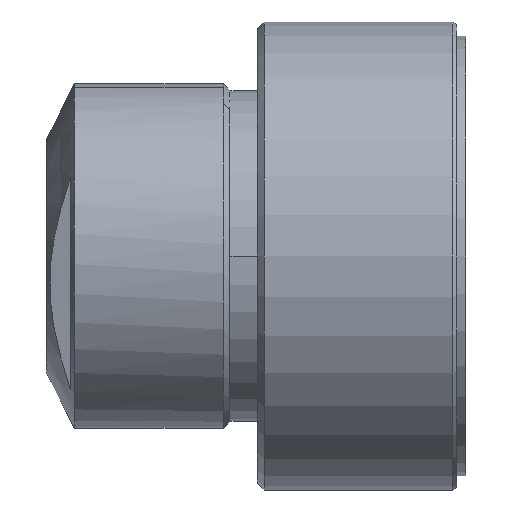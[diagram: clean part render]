
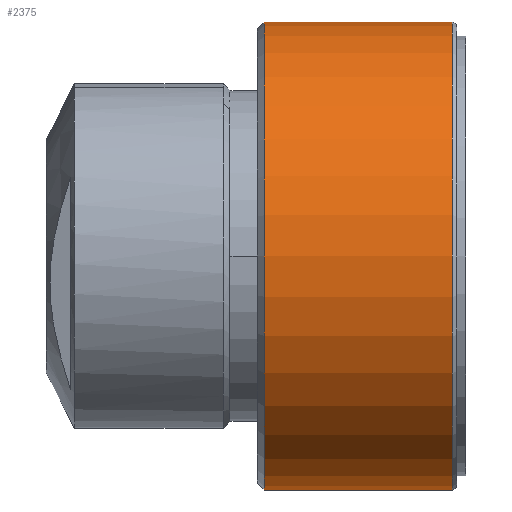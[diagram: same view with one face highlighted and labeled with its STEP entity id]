
A CAD part, left-side view. The second image highlights one B-rep face of the part: STEP entity #2375.
In plain terms, the highlighted cylindrical face has radius 53.975 mm (diameter 107.95 mm), a partial arc.
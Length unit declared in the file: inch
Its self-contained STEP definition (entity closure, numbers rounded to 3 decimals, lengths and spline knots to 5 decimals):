
#23 = CARTESIAN_POINT ( 'NONE',  ( 0., 1.833, 2.125 ) ) ;
#74 = CARTESIAN_POINT ( 'NONE',  ( 0., 1.833, 0. ) ) ;
#150 = CIRCLE ( 'NONE', #1151, 2.125 ) ;
#170 = DIRECTION ( 'NONE',  ( 0., 1., 0. ) ) ;
#404 = VECTOR ( 'NONE', #2331, 39.37008 ) ;
#434 = CARTESIAN_POINT ( 'NONE',  ( 0., 1.833, -2.125 ) ) ;
#435 = VERTEX_POINT ( 'NONE', #23 ) ;
#463 = CARTESIAN_POINT ( 'NONE',  ( 0., 2.57855, 2.125 ) ) ;
#567 = ORIENTED_EDGE ( 'NONE', *, *, #2537, .T. ) ;
#1003 = CARTESIAN_POINT ( 'NONE',  ( 0., 0.123, -2.125 ) ) ;
#1039 = VERTEX_POINT ( 'NONE', #2772 ) ;
#1065 = EDGE_LOOP ( 'NONE', ( #3342, #567, #1849, #3348 ) ) ;
#1076 = VECTOR ( 'NONE', #2154, 39.37008 ) ;
#1095 = EDGE_CURVE ( 'NONE', #1039, #435, #1313, .T. ) ;
#1151 = AXIS2_PLACEMENT_3D ( 'NONE', #3351, #1959, #3333 ) ;
#1313 = LINE ( 'NONE', #463, #1076 ) ;
#1516 = CARTESIAN_POINT ( 'NONE',  ( 0., 2.57855, -2.125 ) ) ;
#1533 = VERTEX_POINT ( 'NONE', #1003 ) ;
#1718 = AXIS2_PLACEMENT_3D ( 'NONE', #2666, #170, #2024 ) ;
#1849 = ORIENTED_EDGE ( 'NONE', *, *, #1095, .T. ) ;
#1959 = DIRECTION ( 'NONE',  ( 0., 1., 0. ) ) ;
#2024 = DIRECTION ( 'NONE',  ( 0., 0., 1. ) ) ;
#2041 = CYLINDRICAL_SURFACE ( 'NONE', #1718, 2.125 ) ;
#2154 = DIRECTION ( 'NONE',  ( 0., 1., 0. ) ) ;
#2331 = DIRECTION ( 'NONE',  ( 0., 1., 0. ) ) ;
#2375 = ADVANCED_FACE ( 'NONE', ( #3401 ), #2041, .T. ) ;
#2505 = EDGE_CURVE ( 'NONE', #435, #3244, #2755, .T. ) ;
#2535 = DIRECTION ( 'NONE',  ( 0., -1., 0. ) ) ;
#2537 = EDGE_CURVE ( 'NONE', #1533, #1039, #150, .T. ) ;
#2556 = DIRECTION ( 'NONE',  ( 0., 0., 1. ) ) ;
#2666 = CARTESIAN_POINT ( 'NONE',  ( 0., 2.57855, 0. ) ) ;
#2755 = CIRCLE ( 'NONE', #3199, 2.125 ) ;
#2772 = CARTESIAN_POINT ( 'NONE',  ( 0., 0.123, 2.125 ) ) ;
#2854 = LINE ( 'NONE', #1516, #404 ) ;
#3032 = EDGE_CURVE ( 'NONE', #1533, #3244, #2854, .T. ) ;
#3199 = AXIS2_PLACEMENT_3D ( 'NONE', #74, #2535, #2556 ) ;
#3244 = VERTEX_POINT ( 'NONE', #434 ) ;
#3333 = DIRECTION ( 'NONE',  ( 0., 0., -1. ) ) ;
#3342 = ORIENTED_EDGE ( 'NONE', *, *, #3032, .F. ) ;
#3348 = ORIENTED_EDGE ( 'NONE', *, *, #2505, .T. ) ;
#3351 = CARTESIAN_POINT ( 'NONE',  ( 0., 0.123, 0. ) ) ;
#3401 = FACE_OUTER_BOUND ( 'NONE', #1065, .T. ) ;
